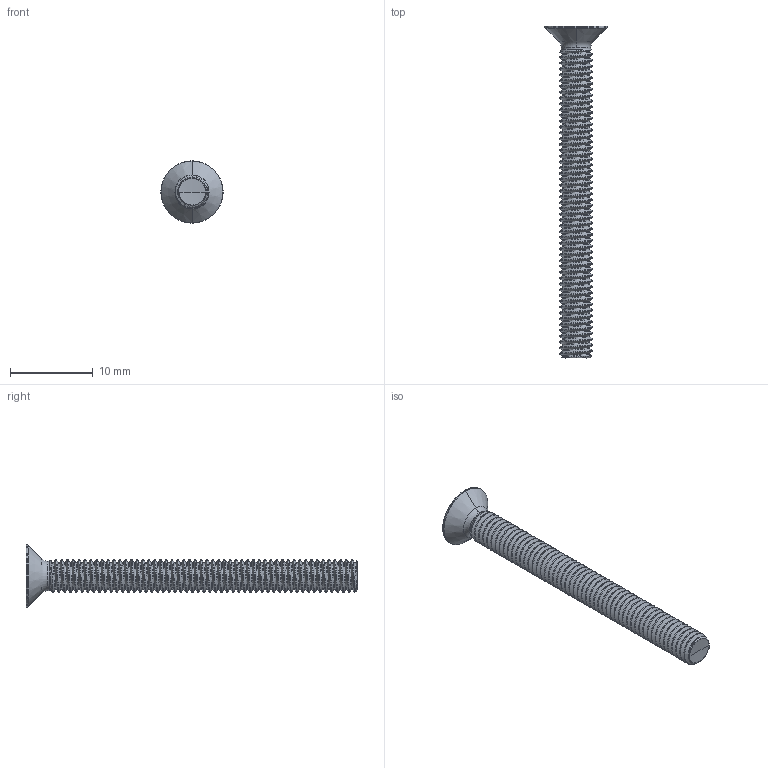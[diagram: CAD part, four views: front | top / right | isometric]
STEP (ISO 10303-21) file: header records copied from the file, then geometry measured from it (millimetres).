
FILE_DESCRIPTION (( 'STEP AP203' ), '1' );
FILE_NAME ('STM330400400.STEP', '2019-03-16T02:33:57', ( '' ), ( '' ), 'SwSTEP 2.0', 'SolidWorks 2015', '' );
FILE_SCHEMA (( 'CONFIG_CONTROL_DESIGN' ));
Length unit declared in the file: millimetre
Products named in the file (1): STM330400400
Bounding box: 7.5 x 40 x 7.5 mm (x, y, z)
Volume: 428.4 mm3; surface area: 833.3 mm2
Topology: 1 solids, 1 shells, 263 faces, 664 edges, 402 vertices
Faces by surface type: cylinder 149, bspline 46, sphere 26, plane 24, cone 10, torus 8
Entity records: 33792 total; most frequent: CARTESIAN_POINT 28395, ORIENTED_EDGE 1324, DIRECTION 922, EDGE_CURVE 662, VERTEX_POINT 402, AXIS2_PLACEMENT_3D 363, EDGE_LOOP 264, FACE_OUTER_BOUND 263
